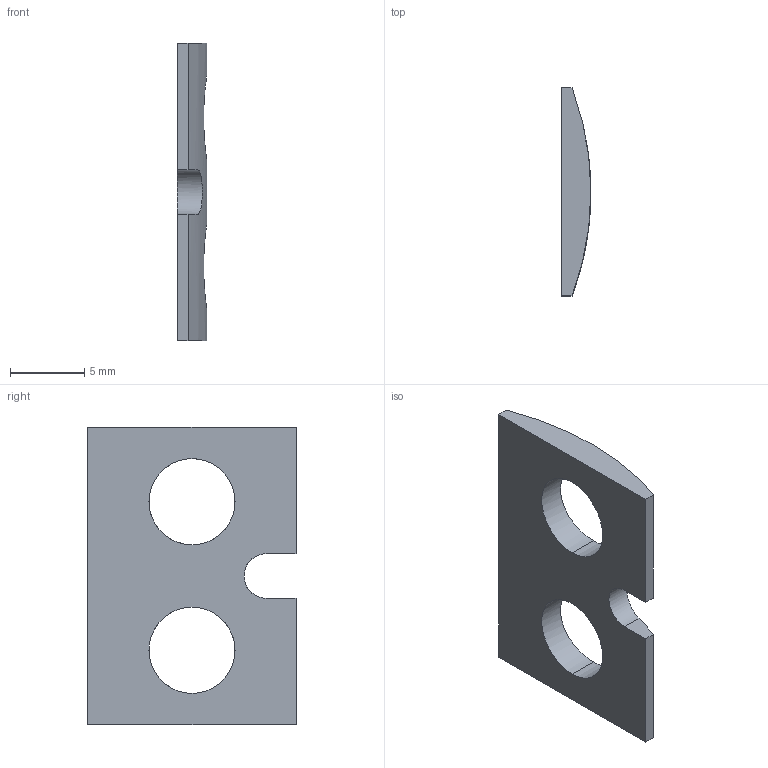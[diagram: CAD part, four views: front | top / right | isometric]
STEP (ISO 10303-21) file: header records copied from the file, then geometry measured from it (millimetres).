
FILE_DESCRIPTION (( 'STEP AP214' ), '1' );
FILE_NAME ('12600012.STEP', '2021-03-15T09:41:13', ( '' ), ( '' ), 'SwSTEP 2.0', 'SolidWorks 2020', '' );
FILE_SCHEMA (( 'AUTOMOTIVE_DESIGN' ));
Length unit declared in the file: millimetre
Products named in the file (1): 12600012
Bounding box: 2 x 14 x 20 mm (x, y, z)
Volume: 328.8 mm3; surface area: 593.1 mm2
Topology: 1 solids, 1 shells, 14 faces, 36 edges, 24 vertices
Faces by surface type: plane 8, cylinder 6
Entity records: 620 total; most frequent: CARTESIAN_POINT 234, ORIENTED_EDGE 72, DIRECTION 70, EDGE_CURVE 36, VERTEX_POINT 24, AXIS2_PLACEMENT_3D 24, LINE 22, VECTOR 22
